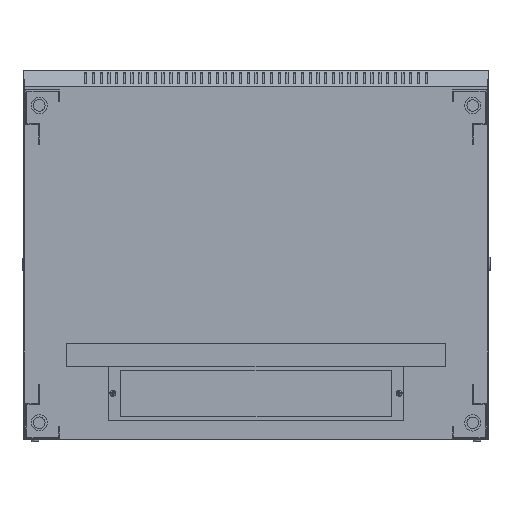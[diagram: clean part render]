
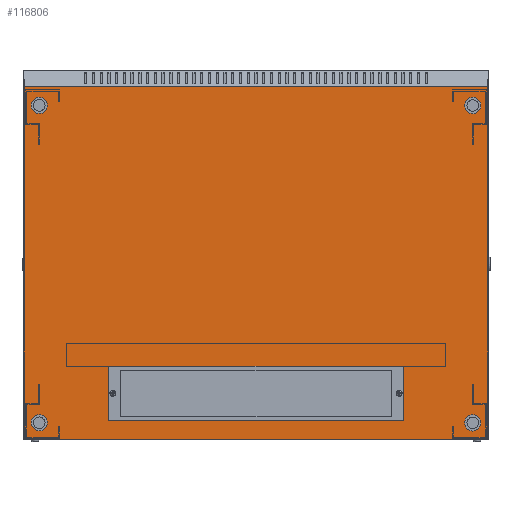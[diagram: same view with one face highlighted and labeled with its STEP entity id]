
A CAD part, front view. The second image highlights one B-rep face of the part: STEP entity #116806.
In plain terms, the highlighted planar face has unit normal (0, -1, 0).
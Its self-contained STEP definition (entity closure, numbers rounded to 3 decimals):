
#1011 = ORIENTED_EDGE ( 'NONE', *, *, #174013, .T. ) ;
#3544 = FACE_BOUND ( 'NONE', #92548, .T. ) ;
#8018 = CARTESIAN_POINT ( 'NONE',  ( 280., 0., 21.9 ) ) ;
#9830 = ORIENTED_EDGE ( 'NONE', *, *, #25321, .T. ) ;
#11366 = DIRECTION ( 'NONE',  ( 0., 1., 0. ) ) ;
#14522 = CIRCLE ( 'NONE', #186713, 3.25 ) ;
#14746 = EDGE_CURVE ( 'NONE', #15425, #155885, #62574, .T. ) ;
#15036 = EDGE_LOOP ( 'NONE', ( #244772, #229362 ) ) ;
#15425 = VERTEX_POINT ( 'NONE', #215993 ) ;
#16386 = EDGE_CURVE ( 'NONE', #244185, #58348, #121798, .T. ) ;
#17679 = DIRECTION ( 'NONE',  ( -1., 0., 0. ) ) ;
#18690 = ORIENTED_EDGE ( 'NONE', *, *, #16386, .T. ) ;
#19864 = EDGE_LOOP ( 'NONE', ( #218222, #268603, #132701, #60770 ) ) ;
#23449 = CARTESIAN_POINT ( 'NONE',  ( 300., 0., 456.5 ) ) ;
#24159 = LINE ( 'NONE', #85090, #150585 ) ;
#24477 = ORIENTED_EDGE ( 'NONE', *, *, #51023, .T. ) ;
#25321 = EDGE_CURVE ( 'NONE', #58348, #244185, #244221, .T. ) ;
#27638 = CARTESIAN_POINT ( 'NONE',  ( -280., 0., 21.9 ) ) ;
#28732 = ORIENTED_EDGE ( 'NONE', *, *, #260748, .F. ) ;
#29550 = DIRECTION ( 'NONE',  ( 0., 0., 1. ) ) ;
#30835 = AXIS2_PLACEMENT_3D ( 'NONE', #101540, #249670, #122884 ) ;
#31532 = CARTESIAN_POINT ( 'NONE',  ( -280., 0., 25.15 ) ) ;
#33385 = ORIENTED_EDGE ( 'NONE', *, *, #74805, .T. ) ;
#34057 = EDGE_CURVE ( 'NONE', #108913, #274508, #79899, .T. ) ;
#35060 = LINE ( 'NONE', #65507, #210973 ) ;
#35504 = CARTESIAN_POINT ( 'NONE',  ( -300., 0., 456.5 ) ) ;
#35718 = EDGE_LOOP ( 'NONE', ( #18690, #9830 ) ) ;
#39014 = VERTEX_POINT ( 'NONE', #271160 ) ;
#39786 = ORIENTED_EDGE ( 'NONE', *, *, #165122, .T. ) ;
#44952 = DIRECTION ( 'NONE',  ( 0., 0., -1. ) ) ;
#49085 = DIRECTION ( 'NONE',  ( 0., 0., 1. ) ) ;
#49847 = LINE ( 'NONE', #80585, #268746 ) ;
#51023 = EDGE_CURVE ( 'NONE', #161337, #55101, #130067, .T. ) ;
#51054 = CARTESIAN_POINT ( 'NONE',  ( -300., 0., 0. ) ) ;
#51212 = VECTOR ( 'NONE', #120978, 1000. ) ;
#53633 = FACE_OUTER_BOUND ( 'NONE', #65885, .T. ) ;
#55101 = VERTEX_POINT ( 'NONE', #31532 ) ;
#55258 = EDGE_CURVE ( 'NONE', #78277, #71588, #120966, .T. ) ;
#58348 = VERTEX_POINT ( 'NONE', #215946 ) ;
#60770 = ORIENTED_EDGE ( 'NONE', *, *, #138728, .F. ) ;
#62362 = CARTESIAN_POINT ( 'NONE',  ( 300., 0., 456.5 ) ) ;
#62574 = LINE ( 'NONE', #271913, #162120 ) ;
#62649 = DIRECTION ( 'NONE',  ( 0., 1., 0. ) ) ;
#64765 = ORIENTED_EDGE ( 'NONE', *, *, #34057, .T. ) ;
#65507 = CARTESIAN_POINT ( 'NONE',  ( -190., 0., 95. ) ) ;
#65819 = CIRCLE ( 'NONE', #224527, 3.25 ) ;
#65885 = EDGE_LOOP ( 'NONE', ( #39786, #243219, #28732, #1011 ) ) ;
#71246 = AXIS2_PLACEMENT_3D ( 'NONE', #233711, #106885, #254982 ) ;
#71588 = VERTEX_POINT ( 'NONE', #181786 ) ;
#74805 = EDGE_CURVE ( 'NONE', #55101, #161337, #65819, .T. ) ;
#78277 = VERTEX_POINT ( 'NONE', #88617 ) ;
#78319 = VERTEX_POINT ( 'NONE', #258996 ) ;
#79557 = PLANE ( 'NONE',  #104124 ) ;
#79899 = CIRCLE ( 'NONE', #71246, 3.25 ) ;
#80585 = CARTESIAN_POINT ( 'NONE',  ( -190., 0., 95. ) ) ;
#85090 = CARTESIAN_POINT ( 'NONE',  ( -190., 0., 25. ) ) ;
#88239 = CARTESIAN_POINT ( 'NONE',  ( 280., 0., 435.15 ) ) ;
#88617 = CARTESIAN_POINT ( 'NONE',  ( -280., 0., 435.15 ) ) ;
#91027 = VERTEX_POINT ( 'NONE', #62362 ) ;
#92548 = EDGE_LOOP ( 'NONE', ( #64765, #226673 ) ) ;
#93464 = CARTESIAN_POINT ( 'NONE',  ( 300., 0., 456.5 ) ) ;
#100863 = DIRECTION ( 'NONE',  ( 0., 1., 0. ) ) ;
#101540 = CARTESIAN_POINT ( 'NONE',  ( 280., 0., 21.9 ) ) ;
#104124 = AXIS2_PLACEMENT_3D ( 'NONE', #163882, #100863, #249013 ) ;
#104800 = CARTESIAN_POINT ( 'NONE',  ( 190., 0., 95. ) ) ;
#106885 = DIRECTION ( 'NONE',  ( 0., 1., 0. ) ) ;
#107370 = CARTESIAN_POINT ( 'NONE',  ( 280., 0., 431.9 ) ) ;
#108648 = AXIS2_PLACEMENT_3D ( 'NONE', #249335, #122554, #270671 ) ;
#108913 = VERTEX_POINT ( 'NONE', #88239 ) ;
#110183 = FACE_BOUND ( 'NONE', #15036, .T. ) ;
#116806 = ADVANCED_FACE ( 'NONE', ( #116813, #110183, #3544, #222843, #53633, #272550 ), #79557, .F. ) ;
#116813 = FACE_BOUND ( 'NONE', #185116, .T. ) ;
#119026 = VERTEX_POINT ( 'NONE', #233988 ) ;
#120966 = CIRCLE ( 'NONE', #108648, 3.25 ) ;
#120978 = DIRECTION ( 'NONE',  ( 0., 0., -1. ) ) ;
#121798 = CIRCLE ( 'NONE', #30835, 3.25 ) ;
#122554 = DIRECTION ( 'NONE',  ( 0., 1., 0. ) ) ;
#122884 = DIRECTION ( 'NONE',  ( 0., 0., 1. ) ) ;
#125068 = VECTOR ( 'NONE', #199953, 1000. ) ;
#127100 = EDGE_CURVE ( 'NONE', #274508, #108913, #14522, .T. ) ;
#128694 = DIRECTION ( 'NONE',  ( 0., 0., 1. ) ) ;
#129145 = EDGE_CURVE ( 'NONE', #71588, #78277, #185957, .T. ) ;
#130067 = CIRCLE ( 'NONE', #196664, 3.25 ) ;
#132701 = ORIENTED_EDGE ( 'NONE', *, *, #144469, .F. ) ;
#138728 = EDGE_CURVE ( 'NONE', #39014, #119026, #24159, .T. ) ;
#138783 = CARTESIAN_POINT ( 'NONE',  ( -280., 0., 431.9 ) ) ;
#144469 = EDGE_CURVE ( 'NONE', #119026, #78319, #217875, .T. ) ;
#147433 = DIRECTION ( 'NONE',  ( 0., 0., 1. ) ) ;
#150585 = VECTOR ( 'NONE', #233272, 1000. ) ;
#154436 = CARTESIAN_POINT ( 'NONE',  ( -280., 0., 18.65 ) ) ;
#155885 = VERTEX_POINT ( 'NONE', #51054 ) ;
#156819 = DIRECTION ( 'NONE',  ( 0., 1., 0. ) ) ;
#160086 = DIRECTION ( 'NONE',  ( 0., 0., 1. ) ) ;
#161337 = VERTEX_POINT ( 'NONE', #154436 ) ;
#162120 = VECTOR ( 'NONE', #17679, 1000. ) ;
#163882 = CARTESIAN_POINT ( 'NONE',  ( 300., 0., 456.5 ) ) ;
#163964 = AXIS2_PLACEMENT_3D ( 'NONE', #138783, #11366, #160086 ) ;
#165122 = EDGE_CURVE ( 'NONE', #186067, #155885, #220416, .T. ) ;
#165824 = DIRECTION ( 'NONE',  ( -1., 0., 0. ) ) ;
#174013 = EDGE_CURVE ( 'NONE', #91027, #186067, #188037, .T. ) ;
#176171 = DIRECTION ( 'NONE',  ( 0., 1., 0. ) ) ;
#177026 = LINE ( 'NONE', #23449, #226660 ) ;
#178155 = EDGE_CURVE ( 'NONE', #78319, #218450, #49847, .T. ) ;
#178453 = CARTESIAN_POINT ( 'NONE',  ( -300., 0., 456.5 ) ) ;
#181786 = CARTESIAN_POINT ( 'NONE',  ( -280., 0., 428.65 ) ) ;
#184603 = EDGE_CURVE ( 'NONE', #218450, #39014, #35060, .T. ) ;
#185116 = EDGE_LOOP ( 'NONE', ( #33385, #24477 ) ) ;
#185957 = CIRCLE ( 'NONE', #163964, 3.25 ) ;
#186067 = VERTEX_POINT ( 'NONE', #178453 ) ;
#186713 = AXIS2_PLACEMENT_3D ( 'NONE', #107370, #255482, #128694 ) ;
#188037 = LINE ( 'NONE', #93464, #125068 ) ;
#189685 = CARTESIAN_POINT ( 'NONE',  ( -280., 0., 21.9 ) ) ;
#196473 = CARTESIAN_POINT ( 'NONE',  ( -190., 0., 95. ) ) ;
#196664 = AXIS2_PLACEMENT_3D ( 'NONE', #27638, #176171, #49085 ) ;
#199953 = DIRECTION ( 'NONE',  ( -1., 0., 0. ) ) ;
#210943 = DIRECTION ( 'NONE',  ( 0., 0., 1. ) ) ;
#210973 = VECTOR ( 'NONE', #213811, 1000. ) ;
#213388 = CARTESIAN_POINT ( 'NONE',  ( 280., 0., 25.15 ) ) ;
#213811 = DIRECTION ( 'NONE',  ( 0., 0., -1. ) ) ;
#215946 = CARTESIAN_POINT ( 'NONE',  ( 280., 0., 18.65 ) ) ;
#215993 = CARTESIAN_POINT ( 'NONE',  ( 300., 0., 0. ) ) ;
#217875 = LINE ( 'NONE', #104800, #267518 ) ;
#218222 = ORIENTED_EDGE ( 'NONE', *, *, #184603, .F. ) ;
#218450 = VERTEX_POINT ( 'NONE', #196473 ) ;
#220416 = LINE ( 'NONE', #35504, #51212 ) ;
#222843 = FACE_BOUND ( 'NONE', #35718, .T. ) ;
#224527 = AXIS2_PLACEMENT_3D ( 'NONE', #189685, #62649, #210943 ) ;
#226660 = VECTOR ( 'NONE', #44952, 1000. ) ;
#226673 = ORIENTED_EDGE ( 'NONE', *, *, #127100, .T. ) ;
#229362 = ORIENTED_EDGE ( 'NONE', *, *, #129145, .T. ) ;
#233272 = DIRECTION ( 'NONE',  ( 1., 0., 0. ) ) ;
#233711 = CARTESIAN_POINT ( 'NONE',  ( 280., 0., 431.9 ) ) ;
#233988 = CARTESIAN_POINT ( 'NONE',  ( 190., 0., 25. ) ) ;
#243219 = ORIENTED_EDGE ( 'NONE', *, *, #14746, .F. ) ;
#244185 = VERTEX_POINT ( 'NONE', #213388 ) ;
#244221 = CIRCLE ( 'NONE', #251006, 3.25 ) ;
#244772 = ORIENTED_EDGE ( 'NONE', *, *, #55258, .T. ) ;
#249013 = DIRECTION ( 'NONE',  ( 0., 0., 1. ) ) ;
#249335 = CARTESIAN_POINT ( 'NONE',  ( -280., 0., 431.9 ) ) ;
#249670 = DIRECTION ( 'NONE',  ( 0., 1., 0. ) ) ;
#251006 = AXIS2_PLACEMENT_3D ( 'NONE', #8018, #156819, #29550 ) ;
#254982 = DIRECTION ( 'NONE',  ( 0., 0., 1. ) ) ;
#255340 = CARTESIAN_POINT ( 'NONE',  ( 280., 0., 428.65 ) ) ;
#255482 = DIRECTION ( 'NONE',  ( 0., 1., 0. ) ) ;
#258996 = CARTESIAN_POINT ( 'NONE',  ( 190., 0., 95. ) ) ;
#260748 = EDGE_CURVE ( 'NONE', #91027, #15425, #177026, .T. ) ;
#267518 = VECTOR ( 'NONE', #147433, 1000. ) ;
#268603 = ORIENTED_EDGE ( 'NONE', *, *, #178155, .F. ) ;
#268746 = VECTOR ( 'NONE', #165824, 1000. ) ;
#270671 = DIRECTION ( 'NONE',  ( 0., 0., 1. ) ) ;
#271160 = CARTESIAN_POINT ( 'NONE',  ( -190., 0., 25. ) ) ;
#271913 = CARTESIAN_POINT ( 'NONE',  ( 300., 0., 0. ) ) ;
#272550 = FACE_BOUND ( 'NONE', #19864, .T. ) ;
#274508 = VERTEX_POINT ( 'NONE', #255340 ) ;
